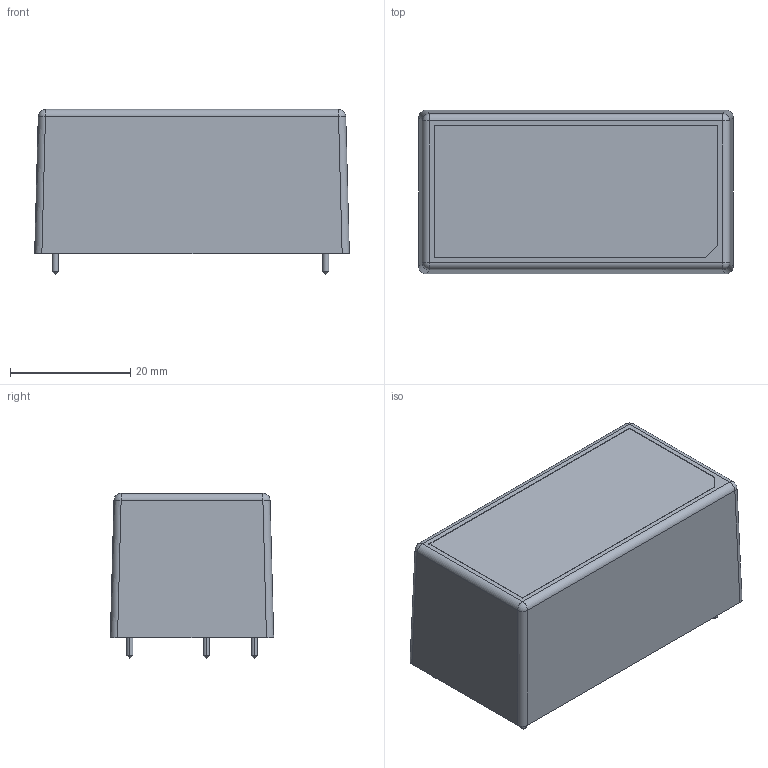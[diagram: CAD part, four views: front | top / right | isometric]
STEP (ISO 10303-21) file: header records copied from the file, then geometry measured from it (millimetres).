
FILE_DESCRIPTION(('OneSpaceDesigner STEP Export'),'2;1');
FILE_NAME('IRM-20.stp','2014-06-19T17:18:08',(''),(''),'OneSpace Designer STEP processor for AP214 (Solid Model)','OneSpace Designer 13.20 11-May-2005 (C) CoCreate Software GmbH','');
FILE_SCHEMA(('AUTOMOTIVE_DESIGN { 1 0 10303 214 1 1 1 1 }'));
Length unit declared in the file: millimetre
Products named in the file (5): pin.1; PIN; ¤W»\; PcB; IRM-20
Assembly tree (7 placements, depth 3):
  IRM-20
    PcB
    ¤W»\
    PIN
      pin.1  x4
Bounding box: 52.4 x 27.2 x 27.5 mm (x, y, z)
Volume: 11848.8 mm3; surface area: 16534.9 mm2
Topology: 6 solids, 6 shells, 287 faces, 721 edges, 456 vertices
Faces by surface type: plane 142, cylinder 95, bspline 18, cone 16, extrusion 8, sphere 8
Entity records: 9256 total; most frequent: CARTESIAN_POINT 3374, ORIENTED_EDGE 1294, DIRECTION 1062, EDGE_CURVE 647, VECTOR 418, VERTEX_POINT 414, LINE 410, AXIS2_PLACEMENT_3D 322
